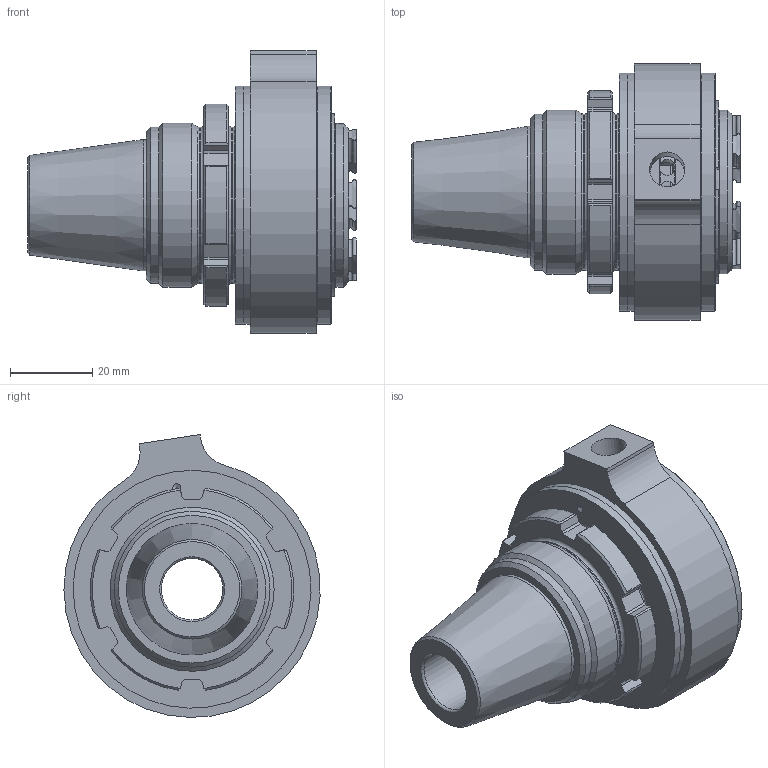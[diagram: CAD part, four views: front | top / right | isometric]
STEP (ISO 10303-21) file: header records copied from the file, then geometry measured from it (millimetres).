
FILE_DESCRIPTION( ( 'Unknown' ), '1' );
FILE_NAME( '379983200-A.stp', 'Unknown', ( 'Unknown' ), ( 'Unknown' ), 'PSStep 15.0.49', 'Unknown', ' ' );
FILE_SCHEMA( ( 'AUTOMOTIVE_DESIGN { 1 0 10303 214 1 1 1 1 }' ) );
Length unit declared in the file: millimetre
Products named in the file (13): 0004354; 0004355; 0004356-oa0; 0004420-oa1; 0004292; 0004421; 0004981; sp_40_nut; Assem1; 0011527; 0011327; 0007151; 0012747
Assembly tree (12 placements, depth 4):
  Assem1
    0011527
    0011327
    0007151
    0012747
    0004420-oa1
      0004292
      0004421
      0004981
      sp_40_nut
      0004354
        0004355
        0004356-oa0
Bounding box: 80.21 x 62.45 x 68.95 mm (x, y, z)
Volume: 93510.8 mm3; surface area: 65807.2 mm2
Topology: 10 solids, 10 shells, 455 faces, 1242 edges, 805 vertices
Faces by surface type: plane 168, torus 118, cylinder 105, cone 62, sphere 2
Full cylindrical faces by diameter (mm): 2 x1, 4 x12, 8.566 x2, 15 x1, 19.05 x1, 23.5 x1, 24 x1, 27 x2, 29.5 x2, 32.05 x1, 33.85 x1, 35 x4, 38 x3, 38.1 x1, 38.376 x1, 39.9 x1, 40 x4, 40.5 x1, 50.24 x1, 50.74 x2, 50.77 x1, 55 x2, 55.4 x1, 58 x3
Entity records: 18034 total; most frequent: CARTESIAN_POINT 5232, ORIENTED_EDGE 2160, DIRECTION 2112, EDGE_CURVE 1080, AXIS2_PLACEMENT_3D 916, VERTEX_POINT 762, EDGE_LOOP 612, FACE_OUTER_BOUND 532
